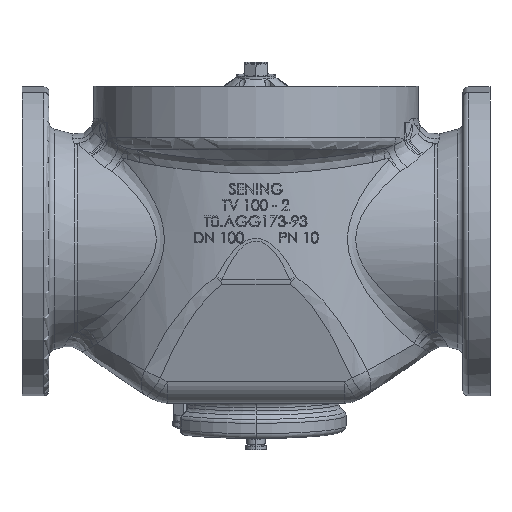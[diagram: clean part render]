
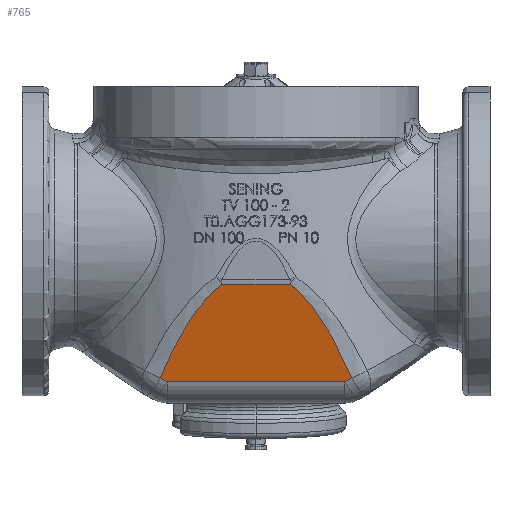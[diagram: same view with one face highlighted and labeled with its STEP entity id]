
A CAD part, front view. The second image highlights one B-rep face of the part: STEP entity #765.
In plain terms, the highlighted planar face has unit normal (0, -0.966, -0.259).
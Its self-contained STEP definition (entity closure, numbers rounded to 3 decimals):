
#606 = VERTEX_POINT ( 'NONE', #10533 ) ;
#765 = ADVANCED_FACE ( 'NONE', ( #50532 ), #39215, .T. ) ;
#3207 = ORIENTED_EDGE ( 'NONE', *, *, #27586, .T. ) ;
#4183 = VECTOR ( 'NONE', #47054, 1000. ) ;
#4419 = VERTEX_POINT ( 'NONE', #56016 ) ;
#6590 = CARTESIAN_POINT ( 'NONE',  ( -115., -68.793, -24.952 ) ) ;
#7241 = CARTESIAN_POINT ( 'NONE',  ( -47.874, -39.521, -134.197 ) ) ;
#9378 = ORIENTED_EDGE ( 'NONE', *, *, #19686, .T. ) ;
#10533 = CARTESIAN_POINT ( 'NONE',  ( -18.911, -68.793, -24.952 ) ) ;
#10928 = CARTESIAN_POINT ( 'NONE',  ( -31.128, -66.365, -34.015 ) ) ;
#10968 = CARTESIAN_POINT ( 'NONE',  ( -49.313, -54.268, -79.162 ) ) ;
#12344 = EDGE_CURVE ( 'NONE', #4419, #606, #23875, .T. ) ;
#16405 = ORIENTED_EDGE ( 'NONE', *, *, #57025, .T. ) ;
#17277 = CARTESIAN_POINT ( 'NONE',  ( -115., -69.156, -23.6 ) ) ;
#17854 = VECTOR ( 'NONE', #44410, 1000. ) ;
#19686 = EDGE_CURVE ( 'NONE', #23754, #62803, #61144, .T. ) ;
#19775 = CARTESIAN_POINT ( 'NONE',  ( -53.084, -54.84, -77.026 ) ) ;
#20770 = AXIS2_PLACEMENT_3D ( 'NONE', #17277, #53281, #34323 ) ;
#20912 = CARTESIAN_POINT ( 'NONE',  ( -42.659, -61.657, -51.587 ) ) ;
#21086 = EDGE_CURVE ( 'NONE', #36948, #23754, #28653, .T. ) ;
#22100 =( BOUNDED_CURVE ( )  B_SPLINE_CURVE ( 3, ( #24770, #10928, #20912, #55216 ),
 .UNSPECIFIED., .F., .F. ) 
 B_SPLINE_CURVE_WITH_KNOTS ( ( 4, 4 ),
 ( 3.338, 3.721 ),
 .UNSPECIFIED. ) 
 CURVE ( )  GEOMETRIC_REPRESENTATION_ITEM ( )  RATIONAL_B_SPLINE_CURVE ( ( 1., 0.988, 0.988, 1. ) ) 
 REPRESENTATION_ITEM ( '' )  );
#22376 = CARTESIAN_POINT ( 'NONE',  ( -123.295, -65.494, -37.267 ) ) ;
#23754 = VERTEX_POINT ( 'NONE', #37348 ) ;
#23875 = LINE ( 'NONE', #6590, #62205 ) ;
#24098 = EDGE_CURVE ( 'NONE', #28561, #36948, #43906, .T. ) ;
#24770 = CARTESIAN_POINT ( 'NONE',  ( -18.911, -68.793, -24.952 ) ) ;
#27586 = EDGE_CURVE ( 'NONE', #62803, #4419, #56404, .T. ) ;
#28018 = CARTESIAN_POINT ( 'NONE',  ( 18.911, -68.793, -24.952 ) ) ;
#28561 = VERTEX_POINT ( 'NONE', #19775 ) ;
#28653 = LINE ( 'NONE', #61960, #4183 ) ;
#29937 = CARTESIAN_POINT ( 'NONE',  ( 31.128, -66.365, -34.015 ) ) ;
#34323 = DIRECTION ( 'NONE',  ( 0., 0.259, -0.966 ) ) ;
#35253 = ORIENTED_EDGE ( 'NONE', *, *, #24098, .T. ) ;
#35287 = ORIENTED_EDGE ( 'NONE', *, *, #12344, .T. ) ;
#36948 = VERTEX_POINT ( 'NONE', #10968 ) ;
#37268 = CARTESIAN_POINT ( 'NONE',  ( 53.084, -54.84, -77.026 ) ) ;
#37348 = CARTESIAN_POINT ( 'NONE',  ( 49.313, -54.268, -79.162 ) ) ;
#38494 = CARTESIAN_POINT ( 'NONE',  ( 42.659, -61.657, -51.587 ) ) ;
#39215 = PLANE ( 'NONE',  #20770 ) ;
#40257 = CARTESIAN_POINT ( 'NONE',  ( 53.084, -54.84, -77.026 ) ) ;
#42142 = EDGE_LOOP ( 'NONE', ( #56893, #9378, #3207, #35287, #16405, #35253 ) ) ;
#42634 = DIRECTION ( 'NONE',  ( -1., 0., 0. ) ) ;
#43906 = LINE ( 'NONE', #22376, #17854 ) ;
#44410 = DIRECTION ( 'NONE',  ( 0.863, 0.131, -0.489 ) ) ;
#47054 = DIRECTION ( 'NONE',  ( 1., 0., 0. ) ) ;
#48059 = VECTOR ( 'NONE', #52957, 1000. ) ;
#50532 = FACE_OUTER_BOUND ( 'NONE', #42142, .T. ) ;
#52957 = DIRECTION ( 'NONE',  ( 0.863, -0.131, 0.489 ) ) ;
#53281 = DIRECTION ( 'NONE',  ( 0., -0.966, -0.259 ) ) ;
#55216 = CARTESIAN_POINT ( 'NONE',  ( -53.084, -54.84, -77.026 ) ) ;
#56016 = CARTESIAN_POINT ( 'NONE',  ( 18.911, -68.793, -24.952 ) ) ;
#56404 =( BOUNDED_CURVE ( )  B_SPLINE_CURVE ( 3, ( #37268, #38494, #29937, #28018 ),
 .UNSPECIFIED., .F., .T. ) 
 B_SPLINE_CURVE_WITH_KNOTS ( ( 4, 4 ),
 ( 2.563, 2.945 ),
 .UNSPECIFIED. ) 
 CURVE ( )  GEOMETRIC_REPRESENTATION_ITEM ( )  RATIONAL_B_SPLINE_CURVE ( ( 1., 0.988, 0.988, 1. ) ) 
 REPRESENTATION_ITEM ( '' )  );
#56893 = ORIENTED_EDGE ( 'NONE', *, *, #21086, .T. ) ;
#57025 = EDGE_CURVE ( 'NONE', #606, #28561, #22100, .T. ) ;
#61144 = LINE ( 'NONE', #7241, #48059 ) ;
#61960 = CARTESIAN_POINT ( 'NONE',  ( -115., -54.268, -79.162 ) ) ;
#62205 = VECTOR ( 'NONE', #42634, 1000. ) ;
#62803 = VERTEX_POINT ( 'NONE', #40257 ) ;
